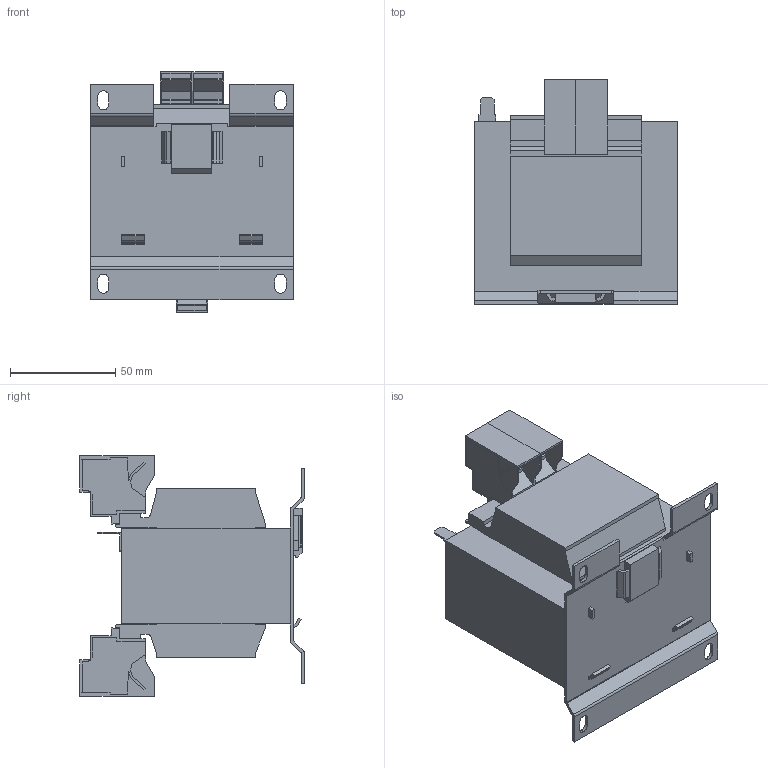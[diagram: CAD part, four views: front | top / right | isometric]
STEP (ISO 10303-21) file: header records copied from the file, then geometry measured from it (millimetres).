
FILE_DESCRIPTION (( 'STEP AP214' ), '1' );
FILE_NAME ('185802.STEP', '2023-08-15T06:33:10', ( '' ), ( '' ), 'SwSTEP 2.0', 'SolidWorks 2018', '' );
FILE_SCHEMA (( 'AUTOMOTIVE_DESIGN' ));
Length unit declared in the file: millimetre
Products named in the file (1): 185802
Bounding box: 96.05 x 106.42 x 114.2 mm (x, y, z)
Volume: 521091.3 mm3; surface area: 69957.8 mm2
Topology: 1 solids, 1 shells, 353 faces, 1075 edges, 734 vertices
Faces by surface type: plane 291, cylinder 62
Entity records: 12031 total; most frequent: CARTESIAN_POINT 2163, ORIENTED_EDGE 2150, DIRECTION 1907, EDGE_CURVE 1075, LINE 951, VECTOR 951, VERTEX_POINT 734, AXIS2_PLACEMENT_3D 478
